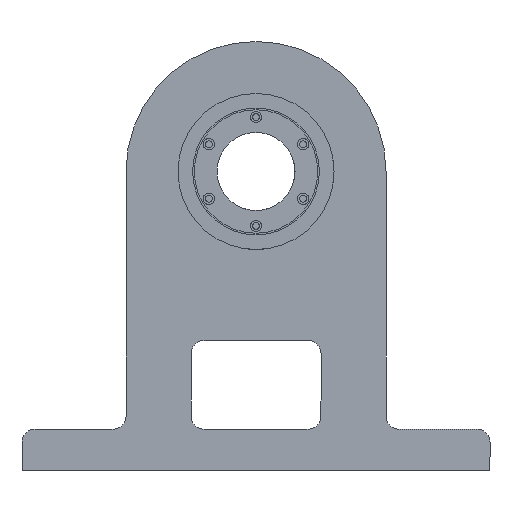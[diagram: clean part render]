
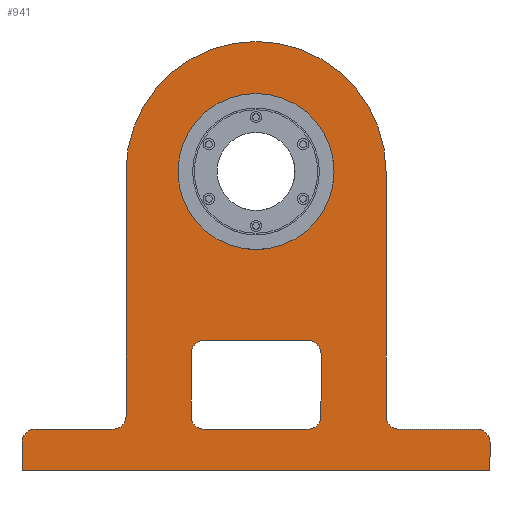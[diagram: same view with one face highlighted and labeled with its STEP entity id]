
A CAD part, left-side view. The second image highlights one B-rep face of the part: STEP entity #941.
In plain terms, the highlighted face is planar.
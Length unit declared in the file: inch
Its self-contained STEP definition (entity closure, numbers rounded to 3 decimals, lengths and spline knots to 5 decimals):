
#85=FACE_BOUND('',#237,.T.);
#86=FACE_BOUND('',#238,.T.);
#116=CIRCLE('',#1048,0.5);
#117=CIRCLE('',#1049,0.5);
#118=CIRCLE('',#1050,5.);
#119=CIRCLE('',#1051,0.5);
#120=CIRCLE('',#1052,0.5);
#121=CIRCLE('',#1053,0.5);
#122=CIRCLE('',#1054,0.5);
#123=CIRCLE('',#1055,0.5);
#124=CIRCLE('',#1056,0.5);
#125=CIRCLE('',#1057,2.);
#181=FACE_OUTER_BOUND('',#236,.T.);
#236=EDGE_LOOP('',(#665,#666,#667,#668,#669,#670,#671,#672,#673,#674,#675,
#676));
#237=EDGE_LOOP('',(#677,#678,#679,#680,#681,#682,#683,#684));
#238=EDGE_LOOP('',(#685));
#321=LINE('',#1488,#385);
#325=LINE('',#1496,#389);
#326=LINE('',#1500,#390);
#327=LINE('',#1504,#391);
#328=LINE('',#1508,#392);
#329=LINE('',#1512,#393);
#330=LINE('',#1515,#394);
#331=LINE('',#1518,#395);
#332=LINE('',#1522,#396);
#333=LINE('',#1526,#397);
#334=LINE('',#1530,#398);
#385=VECTOR('',#1176,0.3937);
#389=VECTOR('',#1182,0.3937);
#390=VECTOR('',#1185,0.3937);
#391=VECTOR('',#1188,0.3937);
#392=VECTOR('',#1191,0.3937);
#393=VECTOR('',#1194,0.3937);
#394=VECTOR('',#1197,0.3937);
#395=VECTOR('',#1198,0.3937);
#396=VECTOR('',#1201,0.3937);
#397=VECTOR('',#1204,0.3937);
#398=VECTOR('',#1207,0.3937);
#449=VERTEX_POINT('',#1486);
#450=VERTEX_POINT('',#1487);
#453=VERTEX_POINT('',#1495);
#454=VERTEX_POINT('',#1497);
#455=VERTEX_POINT('',#1499);
#456=VERTEX_POINT('',#1501);
#457=VERTEX_POINT('',#1503);
#458=VERTEX_POINT('',#1505);
#459=VERTEX_POINT('',#1507);
#460=VERTEX_POINT('',#1509);
#461=VERTEX_POINT('',#1511);
#462=VERTEX_POINT('',#1513);
#463=VERTEX_POINT('',#1516);
#464=VERTEX_POINT('',#1517);
#465=VERTEX_POINT('',#1519);
#466=VERTEX_POINT('',#1521);
#467=VERTEX_POINT('',#1523);
#468=VERTEX_POINT('',#1525);
#469=VERTEX_POINT('',#1527);
#470=VERTEX_POINT('',#1529);
#471=VERTEX_POINT('',#1532);
#534=EDGE_CURVE('',#449,#450,#321,.T.);
#538=EDGE_CURVE('',#450,#453,#325,.T.);
#539=EDGE_CURVE('',#454,#453,#116,.T.);
#540=EDGE_CURVE('',#454,#455,#326,.T.);
#541=EDGE_CURVE('',#456,#455,#117,.T.);
#542=EDGE_CURVE('',#456,#457,#327,.T.);
#543=EDGE_CURVE('',#457,#458,#118,.F.);
#544=EDGE_CURVE('',#458,#459,#328,.T.);
#545=EDGE_CURVE('',#460,#459,#119,.T.);
#546=EDGE_CURVE('',#460,#461,#329,.T.);
#547=EDGE_CURVE('',#462,#461,#120,.T.);
#548=EDGE_CURVE('',#462,#449,#330,.T.);
#549=EDGE_CURVE('',#463,#464,#331,.F.);
#550=EDGE_CURVE('',#465,#464,#121,.T.);
#551=EDGE_CURVE('',#465,#466,#332,.F.);
#552=EDGE_CURVE('',#467,#466,#122,.T.);
#553=EDGE_CURVE('',#467,#468,#333,.F.);
#554=EDGE_CURVE('',#469,#468,#123,.T.);
#555=EDGE_CURVE('',#469,#470,#334,.F.);
#556=EDGE_CURVE('',#463,#470,#124,.T.);
#557=EDGE_CURVE('',#471,#471,#125,.T.);
#665=ORIENTED_EDGE('',*,*,#534,.T.);
#666=ORIENTED_EDGE('',*,*,#538,.T.);
#667=ORIENTED_EDGE('',*,*,#539,.F.);
#668=ORIENTED_EDGE('',*,*,#540,.T.);
#669=ORIENTED_EDGE('',*,*,#541,.F.);
#670=ORIENTED_EDGE('',*,*,#542,.T.);
#671=ORIENTED_EDGE('',*,*,#543,.T.);
#672=ORIENTED_EDGE('',*,*,#544,.T.);
#673=ORIENTED_EDGE('',*,*,#545,.F.);
#674=ORIENTED_EDGE('',*,*,#546,.T.);
#675=ORIENTED_EDGE('',*,*,#547,.F.);
#676=ORIENTED_EDGE('',*,*,#548,.T.);
#677=ORIENTED_EDGE('',*,*,#549,.T.);
#678=ORIENTED_EDGE('',*,*,#550,.F.);
#679=ORIENTED_EDGE('',*,*,#551,.T.);
#680=ORIENTED_EDGE('',*,*,#552,.F.);
#681=ORIENTED_EDGE('',*,*,#553,.T.);
#682=ORIENTED_EDGE('',*,*,#554,.F.);
#683=ORIENTED_EDGE('',*,*,#555,.T.);
#684=ORIENTED_EDGE('',*,*,#556,.F.);
#685=ORIENTED_EDGE('',*,*,#557,.T.);
#916=PLANE('',#1047);
#941=ADVANCED_FACE('',(#181,#85,#86),#916,.F.);
#1047=AXIS2_PLACEMENT_3D('',#1494,#1180,#1181);
#1048=AXIS2_PLACEMENT_3D('',#1498,#1183,#1184);
#1049=AXIS2_PLACEMENT_3D('',#1502,#1186,#1187);
#1050=AXIS2_PLACEMENT_3D('',#1506,#1189,#1190);
#1051=AXIS2_PLACEMENT_3D('',#1510,#1192,#1193);
#1052=AXIS2_PLACEMENT_3D('',#1514,#1195,#1196);
#1053=AXIS2_PLACEMENT_3D('',#1520,#1199,#1200);
#1054=AXIS2_PLACEMENT_3D('',#1524,#1202,#1203);
#1055=AXIS2_PLACEMENT_3D('',#1528,#1205,#1206);
#1056=AXIS2_PLACEMENT_3D('',#1531,#1208,#1209);
#1057=AXIS2_PLACEMENT_3D('',#1533,#1210,#1211);
#1176=DIRECTION('',(0.,1.,0.));
#1180=DIRECTION('center_axis',(-1.,0.,0.));
#1181=DIRECTION('ref_axis',(0.,-1.,0.));
#1182=DIRECTION('',(0.,0.,1.));
#1183=DIRECTION('center_axis',(-1.,0.,0.));
#1184=DIRECTION('ref_axis',(0.,0.707,0.707));
#1185=DIRECTION('',(0.,-1.,0.));
#1186=DIRECTION('center_axis',(1.,0.,0.));
#1187=DIRECTION('ref_axis',(0.,-0.707,-0.707));
#1188=DIRECTION('',(0.,0.,1.));
#1189=DIRECTION('center_axis',(-1.,0.,0.));
#1190=DIRECTION('ref_axis',(0.,1.,0.));
#1191=DIRECTION('',(0.,0.,-1.));
#1192=DIRECTION('center_axis',(1.,0.,0.));
#1193=DIRECTION('ref_axis',(0.,0.707,-0.707));
#1194=DIRECTION('',(0.,-1.,0.));
#1195=DIRECTION('center_axis',(-1.,0.,0.));
#1196=DIRECTION('ref_axis',(0.,-0.707,0.707));
#1197=DIRECTION('',(0.,0.,-1.));
#1198=DIRECTION('',(0.,1.,0.));
#1199=DIRECTION('center_axis',(1.,0.,0.));
#1200=DIRECTION('ref_axis',(0.,-0.707,-0.707));
#1201=DIRECTION('',(0.,0.,-1.));
#1202=DIRECTION('center_axis',(1.,0.,0.));
#1203=DIRECTION('ref_axis',(0.,-0.707,0.707));
#1204=DIRECTION('',(0.,-1.,0.));
#1205=DIRECTION('center_axis',(1.,0.,0.));
#1206=DIRECTION('ref_axis',(0.,0.707,0.707));
#1207=DIRECTION('',(0.,0.,1.));
#1208=DIRECTION('center_axis',(1.,0.,0.));
#1209=DIRECTION('ref_axis',(0.,0.707,-0.707));
#1210=DIRECTION('center_axis',(-1.,0.,0.));
#1211=DIRECTION('ref_axis',(0.,1.,0.));
#1486=CARTESIAN_POINT('',(-25.125,-9.,-11.5));
#1487=CARTESIAN_POINT('',(-25.125,9.,-11.5));
#1488=CARTESIAN_POINT('',(-25.125,4.,-11.5));
#1494=CARTESIAN_POINT('Origin',(-25.125,0.,0.));
#1495=CARTESIAN_POINT('',(-25.125,9.,-10.41));
#1496=CARTESIAN_POINT('',(-25.125,9.,-3.5));
#1497=CARTESIAN_POINT('',(-25.125,8.5,-9.91));
#1498=CARTESIAN_POINT('Origin',(-25.125,8.5,-10.41));
#1499=CARTESIAN_POINT('',(-25.125,5.5,-9.91));
#1500=CARTESIAN_POINT('',(-25.125,-3.75,-9.91));
#1501=CARTESIAN_POINT('',(-25.125,5.,-9.41));
#1502=CARTESIAN_POINT('Origin',(-25.125,5.5,-9.41));
#1503=CARTESIAN_POINT('',(-25.125,5.,0.));
#1504=CARTESIAN_POINT('',(-25.125,5.,0.));
#1505=CARTESIAN_POINT('',(-25.125,-5.,0.));
#1506=CARTESIAN_POINT('Origin',(-25.125,0.,0.));
#1507=CARTESIAN_POINT('',(-25.125,-5.,-9.41));
#1508=CARTESIAN_POINT('',(-25.125,-5.,-3.));
#1509=CARTESIAN_POINT('',(-25.125,-5.5,-9.91));
#1510=CARTESIAN_POINT('Origin',(-25.125,-5.5,-9.41));
#1511=CARTESIAN_POINT('',(-25.125,-8.5,-9.91));
#1512=CARTESIAN_POINT('',(-25.125,-3.75,-9.91));
#1513=CARTESIAN_POINT('',(-25.125,-9.,-10.41));
#1514=CARTESIAN_POINT('Origin',(-25.125,-8.5,-10.41));
#1515=CARTESIAN_POINT('',(-25.125,-9.,-4.5));
#1516=CARTESIAN_POINT('',(-25.125,2.,-9.91));
#1517=CARTESIAN_POINT('',(-25.125,-2.,-9.91));
#1518=CARTESIAN_POINT('',(-25.125,-3.75,-9.91));
#1519=CARTESIAN_POINT('',(-25.125,-2.5,-9.41));
#1520=CARTESIAN_POINT('Origin',(-25.125,-2.,-9.41));
#1521=CARTESIAN_POINT('',(-25.125,-2.5,-7.));
#1522=CARTESIAN_POINT('',(-25.125,-2.5,-3.));
#1523=CARTESIAN_POINT('',(-25.125,-2.,-6.5));
#1524=CARTESIAN_POINT('Origin',(-25.125,-2.,-7.));
#1525=CARTESIAN_POINT('',(-25.125,2.,-6.5));
#1526=CARTESIAN_POINT('',(-25.125,-1.,-6.5));
#1527=CARTESIAN_POINT('',(-25.125,2.5,-7.));
#1528=CARTESIAN_POINT('Origin',(-25.125,2.,-7.));
#1529=CARTESIAN_POINT('',(-25.125,2.5,-9.41));
#1530=CARTESIAN_POINT('',(-25.125,2.5,-2.));
#1531=CARTESIAN_POINT('Origin',(-25.125,2.,-9.41));
#1532=CARTESIAN_POINT('',(-25.125,-2.,0.));
#1533=CARTESIAN_POINT('Origin',(-25.125,0.,0.));
